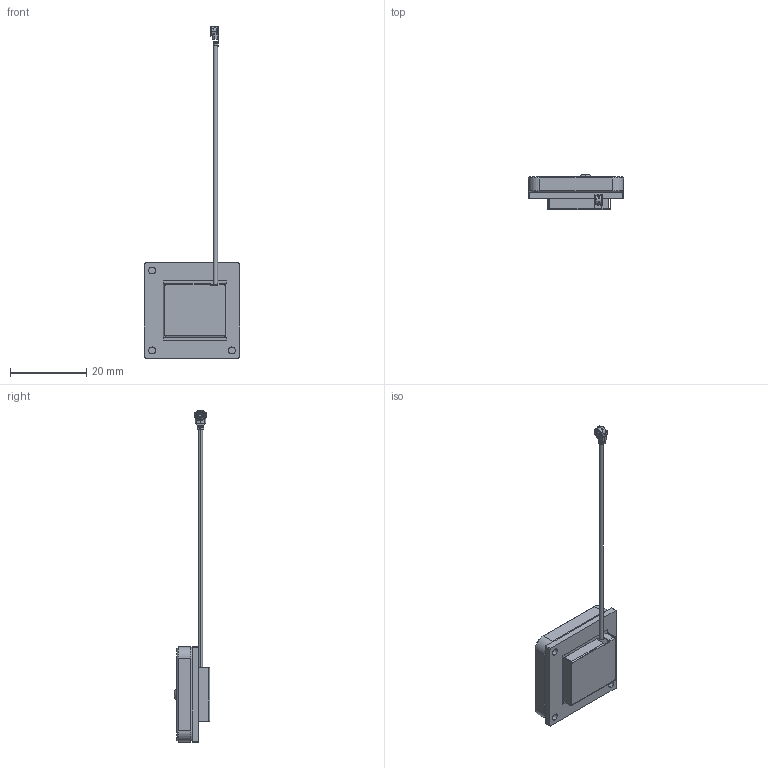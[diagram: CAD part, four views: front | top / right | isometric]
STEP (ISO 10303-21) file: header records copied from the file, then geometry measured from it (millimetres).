
FILE_DESCRIPTION (( 'STEP AP214' ), '1' );
FILE_NAME ('AGGBP.SL.25A.07.0060A.STEP', '2019-06-11T08:51:36', ( '' ), ( '' ), 'SwSTEP 2.0', 'SolidWorks 2017', '' );
FILE_SCHEMA (( 'AUTOMOTIVE_DESIGN' ));
Length unit declared in the file: millimetre
Products named in the file (11): 1.13 Cable_1.13 Coaxial Cable; AGGBP.SL.25A_Patch; 1.13 Cable; AGGBP.SL.25A_Shielding case; IPEX_MHF1; AGGBP.SL.25A.07.0060A; AGGBP.SL.25A_PCB
Assembly tree (5 placements, depth 2):
  1.13 Cable
  IPEX_MHF1
  AGGBP.SL.25A.07.0060A
    AGGBP.SL.25A_Patch
    AGGBP.SL.25A_PCB
    AGGBP.SL.25A_Shielding case
    1.13 Cable_1.13 Coaxial Cable
    IPEX_MHF1
  AGGBP.SL.25A_PCB
  AGGBP.SL.25A_Shielding case
Bounding box: 25 x 9.27 x 87.32 mm (x, y, z)
Volume: 3607.7 mm3; surface area: 4131.8 mm2
Topology: 9 solids, 9 shells, 692 faces, 1828 edges, 1192 vertices
Faces by surface type: plane 382, bspline 173, cylinder 127, cone 8, torus 2
Entity records: 31460 total; most frequent: CARTESIAN_POINT 11001, ORIENTED_EDGE 3652, DIRECTION 2745, EDGE_CURVE 1826, VERTEX_POINT 1192, VECTOR 1169, LINE 1169, AXIS2_PLACEMENT_3D 788
